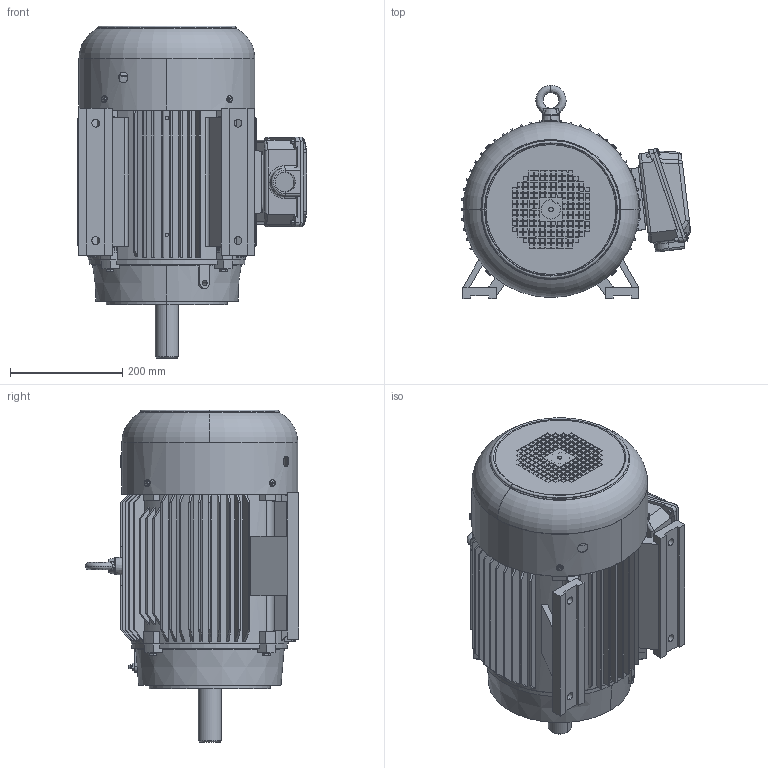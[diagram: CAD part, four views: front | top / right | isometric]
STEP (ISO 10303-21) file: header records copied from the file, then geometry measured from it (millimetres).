
FILE_DESCRIPTION (( 'STEP AP214' ), '1' );
FILE_NAME ('PEWWE-254TC.STEP', '2018-07-17T21:41:01', ( '' ), ( '' ), 'SwSTEP 2.0', 'SolidWorks 2017', '' );
FILE_SCHEMA (( 'AUTOMOTIVE_DESIGN' ));
Length unit declared in the file: inch
Products named in the file (1): PEWWE-254TC
Bounding box: 409.61 x 380.6 x 592.5 mm (x, y, z)
Volume: 8036813.2 mm3; surface area: 2015415 mm2
Topology: 28 solids, 28 shells, 2201 faces, 5552 edges, 3625 vertices
Faces by surface type: plane 1371, cylinder 429, cone 208, torus 145, bspline 46, sphere 2
Entity records: 79111 total; most frequent: CARTESIAN_POINT 26779, ORIENTED_EDGE 11092, DIRECTION 10007, EDGE_CURVE 5546, VERTEX_POINT 3622, AXIS2_PLACEMENT_3D 3347, LINE 3313, VECTOR 3313
